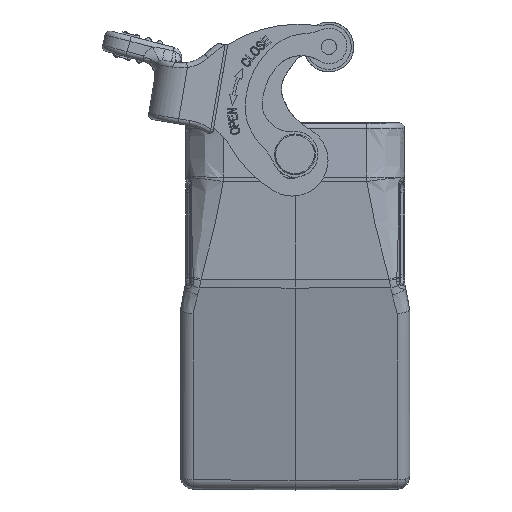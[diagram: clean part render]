
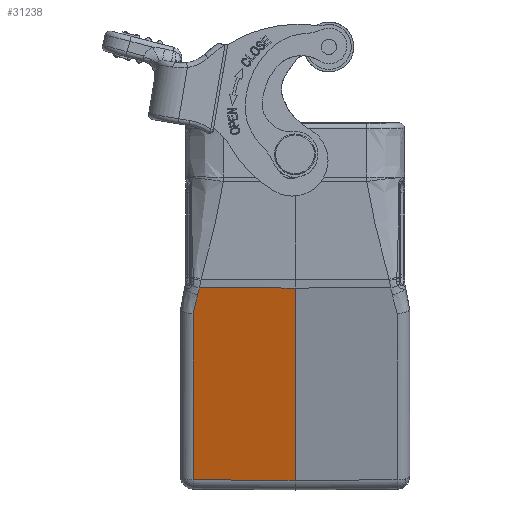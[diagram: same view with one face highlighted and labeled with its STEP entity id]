
A CAD part, left-side view. The second image highlights one B-rep face of the part: STEP entity #31238.
In plain terms, the highlighted planar face has unit normal (-0.966, 0.009, -0.259).
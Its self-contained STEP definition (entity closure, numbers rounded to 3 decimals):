
#4050=CARTESIAN_POINT('',(-34.58,0.,
-32.345));
#4066=DIRECTION('',(0.009,1.,0.002));
#4067=VECTOR('',#4066,18.768);
#4068=CARTESIAN_POINT('',(-34.58,0.,
-32.345));
#4069=LINE('',#4068,#4067);
#4086=CARTESIAN_POINT('',(-33.046,20.022,
-37.395));
#4087=CARTESIAN_POINT('',(-33.173,19.932,
-36.925));
#4088=CARTESIAN_POINT('',(-33.415,19.745,
-36.027));
#4089=CARTESIAN_POINT('',(-33.663,19.528,
-35.11));
#4090=CARTESIAN_POINT('',(-33.916,19.264,
-34.175));
#4091=CARTESIAN_POINT('',(-34.05,19.115,
-33.678));
#4093=CARTESIAN_POINT('',(-34.05,19.115,
-33.678));
#4094=CARTESIAN_POINT('',(-34.085,19.077,
-33.549));
#4095=CARTESIAN_POINT('',(-34.16,18.999,
-33.274));
#4096=CARTESIAN_POINT('',(-34.339,18.841,
-32.611));
#4097=CARTESIAN_POINT('',(-34.396,18.788,
-32.398));
#4098=CARTESIAN_POINT('',(-34.418,18.767,
-32.316));
#4100=DIRECTION('',(0.259,0.,-0.966));
#4101=VECTOR('',#4100,39.136);
#4102=CARTESIAN_POINT('',(-34.58,0.,
-32.345));
#4103=LINE('',#4102,#4101);
#4104=DIRECTION('',(0.007,1.,0.009));
#4105=VECTOR('',#4104,20.023);
#4106=CARTESIAN_POINT('',(-24.451,0.,
-70.147));
#4107=LINE('',#4106,#4105);
#4118=DIRECTION('',(0.259,0.,-0.966));
#4119=VECTOR('',#4118,33.727);
#4120=CARTESIAN_POINT('',(-33.046,20.022,
-37.395));
#4121=LINE('',#4120,#4119);
#19792=VERTEX_POINT('',#4050);
#19795=CARTESIAN_POINT('',(-34.418,18.767,
-32.316));
#19796=VERTEX_POINT('',#19795);
#19799=CARTESIAN_POINT('',(-33.046,20.022,
-37.395));
#19800=CARTESIAN_POINT('',(-24.317,20.022,
-69.972));
#19801=VERTEX_POINT('',#19799);
#19802=VERTEX_POINT('',#19800);
#19803=VERTEX_POINT('',#4091);
#19804=CARTESIAN_POINT('',(-24.451,0.,
-70.147));
#19805=VERTEX_POINT('',#19804);
#31220=CARTESIAN_POINT('',(-29.431,10.011,
-51.223));
#31221=DIRECTION('',(0.966,-0.009,0.259));
#31222=DIRECTION('',(-0.259,0.,0.966));
#31223=AXIS2_PLACEMENT_3D('',#31220,#31221,#31222);
#31224=PLANE('',#31223);
#31226=ORIENTED_EDGE('',*,*,#31225,.F.);
#31228=ORIENTED_EDGE('',*,*,#31227,.T.);
#31230=ORIENTED_EDGE('',*,*,#31229,.T.);
#31231=ORIENTED_EDGE('',*,*,#31208,.F.);
#31233=ORIENTED_EDGE('',*,*,#31232,.T.);
#31235=ORIENTED_EDGE('',*,*,#31234,.T.);
#31236=EDGE_LOOP('',(#31226,#31228,#31230,#31231,#31233,#31235));
#31237=FACE_OUTER_BOUND('',#31236,.F.);
#31238=ADVANCED_FACE('',(#31237),#31224,.F.);
#4092=B_SPLINE_CURVE_WITH_KNOTS('',3,(#4086,#4087,#4088,#4089,#4090,#4091),
.UNSPECIFIED.,.F.,.F.,(4,1,1,4),(0.,0.333,0.667,1.),
.UNSPECIFIED.);
#4099=B_SPLINE_CURVE_WITH_KNOTS('',3,(#4093,#4094,#4095,#4096,#4097,#4098),
.UNSPECIFIED.,.F.,.F.,(4,1,1,4),(0.,0.333,0.667,1.),
.UNSPECIFIED.);
#31208=EDGE_CURVE('',#19792,#19796,#4069,.T.);
#31225=EDGE_CURVE('',#19801,#19802,#4121,.T.);
#31227=EDGE_CURVE('',#19801,#19803,#4092,.T.);
#31229=EDGE_CURVE('',#19803,#19796,#4099,.T.);
#31232=EDGE_CURVE('',#19792,#19805,#4103,.T.);
#31234=EDGE_CURVE('',#19805,#19802,#4107,.T.);
